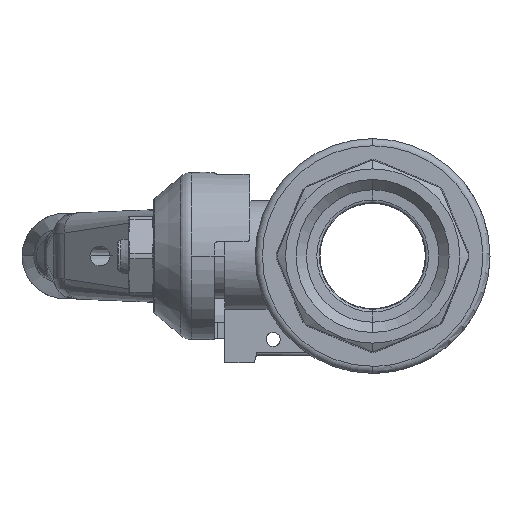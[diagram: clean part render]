
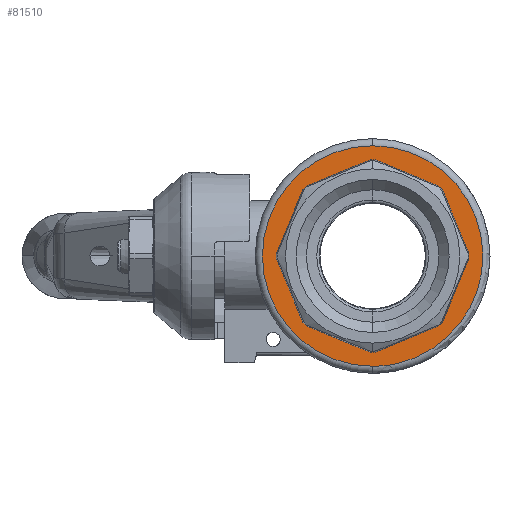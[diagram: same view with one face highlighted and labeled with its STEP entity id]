
A CAD part, left-side view. The second image highlights one B-rep face of the part: STEP entity #81510.
In plain terms, the highlighted face is planar.
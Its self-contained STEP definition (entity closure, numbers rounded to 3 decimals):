
#79650=CARTESIAN_POINT('',(17.,0.,
0.));
#79660=DIRECTION('',(1.,0.,0.));
#79670=DIRECTION('',(0.,-0.224,
0.975));
#79680=AXIS2_PLACEMENT_3D('',#79650,#79660,#79670);
#79690=CIRCLE('',#79680,15.5);
#79700=CARTESIAN_POINT('',(17.,-3.466,15.107));
#79710=VERTEX_POINT('',#79700);
#79720=CARTESIAN_POINT('',(17.,0.,-15.5));
#79730=VERTEX_POINT('',#79720);
#79740=EDGE_CURVE('',#79710,#79730,#79690,.T.);
#79930=CARTESIAN_POINT('',(17.,0.,15.5));
#79940=VERTEX_POINT('',#79930);
#79970=EDGE_CURVE('',#79940,#79710,#79690,.T.);
#80020=CARTESIAN_POINT('',(17.,15.,0.));
#80030=DIRECTION('',(-1.,0.,0.));
#80040=DIRECTION('',(0.,1.,0.));
#80050=AXIS2_PLACEMENT_3D('',#80020,#80030,#80040);
#80060=PLANE('',#80050);
#80070=EDGE_CURVE('',#79730,#79940,#79690,.T.);
#80080=ORIENTED_EDGE('',*,*,#80070,.T.);
#80090=ORIENTED_EDGE('',*,*,#79740,.T.);
#80100=ORIENTED_EDGE('',*,*,#79970,.T.);
#80110=EDGE_LOOP('',(#80100,#80090,#80080));
#80120=FACE_OUTER_BOUND('',#80110,.T.);
#80130=CARTESIAN_POINT('',(17.,-0.351,-13.526));
#80140=DIRECTION('',(0.,-0.924,0.383));
#80150=VECTOR('',#80140,1.);
#80160=LINE('',#80130,#80150);
#80170=CARTESIAN_POINT('',(17.,-0.351,-13.526));
#80180=VERTEX_POINT('',#80170);
#80190=CARTESIAN_POINT('',(17.,-9.317,-9.813));
#80200=VERTEX_POINT('',#80190);
#80210=EDGE_CURVE('',#80180,#80200,#80160,.T.);
#80220=ORIENTED_EDGE('',*,*,#80210,.T.);
#80230=CARTESIAN_POINT('',(17.,0.,
0.));
#80240=DIRECTION('',(-1.,0.,0.));
#80250=DIRECTION('',(0.,0.026,
-1.));
#80260=AXIS2_PLACEMENT_3D('',#80230,#80240,#80250);
#80270=CIRCLE('',#80260,13.531);
#80280=CARTESIAN_POINT('',(17.,0.351,
-13.526));
#80290=VERTEX_POINT('',#80280);
#80300=EDGE_CURVE('',#80290,#80180,#80270,.T.);
#80310=ORIENTED_EDGE('',*,*,#80300,.T.);
#80320=CARTESIAN_POINT('',(17.,9.317,-9.813));
#80330=DIRECTION('',(0.,-0.924,-0.383));
#80340=VECTOR('',#80330,1.);
#80350=LINE('',#80320,#80340);
#80360=CARTESIAN_POINT('',(17.,9.317,-9.813));
#80370=VERTEX_POINT('',#80360);
#80380=EDGE_CURVE('',#80370,#80290,#80350,.T.);
#80390=ORIENTED_EDGE('',*,*,#80380,.T.);
#80400=CARTESIAN_POINT('',(17.,0.,
0.));
#80410=DIRECTION('',(-1.,0.,0.));
#80420=DIRECTION('',(0.,0.725,
-0.689));
#80430=AXIS2_PLACEMENT_3D('',#80400,#80410,#80420);
#80440=CIRCLE('',#80430,13.531);
#80450=CARTESIAN_POINT('',(17.,9.813,-9.317));
#80460=VERTEX_POINT('',#80450);
#80470=EDGE_CURVE('',#80460,#80370,#80440,.T.);
#80480=ORIENTED_EDGE('',*,*,#80470,.T.);
#80490=CARTESIAN_POINT('',(17.,13.526,-0.351));
#80500=DIRECTION('',(0.,-0.383,
-0.924));
#80510=VECTOR('',#80500,1.);
#80520=LINE('',#80490,#80510);
#80530=CARTESIAN_POINT('',(17.,13.526,-0.351));
#80540=VERTEX_POINT('',#80530);
#80550=EDGE_CURVE('',#80540,#80460,#80520,.T.);
#80560=ORIENTED_EDGE('',*,*,#80550,.T.);
#80570=CARTESIAN_POINT('',(17.,0.,
0.));
#80580=DIRECTION('',(-1.,0.,0.));
#80590=DIRECTION('',(0.,1.,0.026));
#80600=AXIS2_PLACEMENT_3D('',#80570,#80580,#80590);
#80610=CIRCLE('',#80600,13.531);
#80620=CARTESIAN_POINT('',(17.,13.526,
0.351));
#80630=VERTEX_POINT('',#80620);
#80640=EDGE_CURVE('',#80630,#80540,#80610,.T.);
#80650=ORIENTED_EDGE('',*,*,#80640,.T.);
#80660=CARTESIAN_POINT('',(17.,9.813,9.317));
#80670=DIRECTION('',(0.,0.383,
-0.924));
#80680=VECTOR('',#80670,1.);
#80690=LINE('',#80660,#80680);
#80700=CARTESIAN_POINT('',(17.,9.813,9.317));
#80710=VERTEX_POINT('',#80700);
#80720=EDGE_CURVE('',#80710,#80630,#80690,.T.);
#80730=ORIENTED_EDGE('',*,*,#80720,.T.);
#80740=CARTESIAN_POINT('',(17.,0.,
0.));
#80750=DIRECTION('',(-1.,0.,0.));
#80760=DIRECTION('',(0.,0.689,
0.725));
#80770=AXIS2_PLACEMENT_3D('',#80740,#80750,#80760);
#80780=CIRCLE('',#80770,13.531);
#80790=CARTESIAN_POINT('',(17.,9.317,9.813));
#80800=VERTEX_POINT('',#80790);
#80810=EDGE_CURVE('',#80800,#80710,#80780,.T.);
#80820=ORIENTED_EDGE('',*,*,#80810,.T.);
#80830=CARTESIAN_POINT('',(17.,0.351,13.526));
#80840=DIRECTION('',(0.,0.924,-0.383));
#80850=VECTOR('',#80840,1.);
#80860=LINE('',#80830,#80850);
#80870=CARTESIAN_POINT('',(17.,0.351,13.526));
#80880=VERTEX_POINT('',#80870);
#80890=EDGE_CURVE('',#80880,#80800,#80860,.T.);
#80900=ORIENTED_EDGE('',*,*,#80890,.T.);
#80910=CARTESIAN_POINT('',(17.,0.,
0.));
#80920=DIRECTION('',(-1.,0.,0.));
#80930=DIRECTION('',(0.,-0.026,
1.));
#80940=AXIS2_PLACEMENT_3D('',#80910,#80920,#80930);
#80950=CIRCLE('',#80940,13.531);
#80960=CARTESIAN_POINT('',(17.,-0.351,13.526));
#80970=VERTEX_POINT('',#80960);
#80980=EDGE_CURVE('',#80970,#80880,#80950,.T.);
#80990=ORIENTED_EDGE('',*,*,#80980,.T.);
#81000=CARTESIAN_POINT('',(17.,-9.317,9.813));
#81010=DIRECTION('',(0.,0.924,0.383));
#81020=VECTOR('',#81010,1.);
#81030=LINE('',#81000,#81020);
#81040=CARTESIAN_POINT('',(17.,-9.317,9.813));
#81050=VERTEX_POINT('',#81040);
#81060=EDGE_CURVE('',#81050,#80970,#81030,.T.);
#81070=ORIENTED_EDGE('',*,*,#81060,.T.);
#81080=CARTESIAN_POINT('',(17.,0.,
0.));
#81090=DIRECTION('',(-1.,0.,0.));
#81100=DIRECTION('',(0.,-0.725,
0.689));
#81110=AXIS2_PLACEMENT_3D('',#81080,#81090,#81100);
#81120=CIRCLE('',#81110,13.531);
#81130=CARTESIAN_POINT('',(17.,-9.813,9.317));
#81140=VERTEX_POINT('',#81130);
#81150=EDGE_CURVE('',#81140,#81050,#81120,.T.);
#81160=ORIENTED_EDGE('',*,*,#81150,.T.);
#81170=CARTESIAN_POINT('',(17.,-13.526,0.351));
#81180=DIRECTION('',(0.,0.383,
0.924));
#81190=VECTOR('',#81180,1.);
#81200=LINE('',#81170,#81190);
#81210=CARTESIAN_POINT('',(17.,-13.526,0.351));
#81220=VERTEX_POINT('',#81210);
#81230=EDGE_CURVE('',#81220,#81140,#81200,.T.);
#81240=ORIENTED_EDGE('',*,*,#81230,.T.);
#81250=CARTESIAN_POINT('',(17.,0.,
0.));
#81260=DIRECTION('',(-1.,0.,0.));
#81270=DIRECTION('',(0.,-1.,-0.026));
#81280=AXIS2_PLACEMENT_3D('',#81250,#81260,#81270);
#81290=CIRCLE('',#81280,13.531);
#81300=CARTESIAN_POINT('',(17.,-13.526,-0.351));
#81310=VERTEX_POINT('',#81300);
#81320=EDGE_CURVE('',#81310,#81220,#81290,.T.);
#81330=ORIENTED_EDGE('',*,*,#81320,.T.);
#81340=CARTESIAN_POINT('',(17.,-9.813,-9.317));
#81350=DIRECTION('',(0.,-0.383,
0.924));
#81360=VECTOR('',#81350,1.);
#81370=LINE('',#81340,#81360);
#81380=CARTESIAN_POINT('',(17.,-9.813,
-9.317));
#81390=VERTEX_POINT('',#81380);
#81400=EDGE_CURVE('',#81390,#81310,#81370,.T.);
#81410=ORIENTED_EDGE('',*,*,#81400,.T.);
#81420=CARTESIAN_POINT('',(17.,0.,
0.));
#81430=DIRECTION('',(-1.,0.,0.));
#81440=DIRECTION('',(0.,-0.689,
-0.725));
#81450=AXIS2_PLACEMENT_3D('',#81420,#81430,#81440);
#81460=CIRCLE('',#81450,13.531);
#81470=EDGE_CURVE('',#80200,#81390,#81460,.T.);
#81480=ORIENTED_EDGE('',*,*,#81470,.T.);
#81490=EDGE_LOOP('',(#81480,#81410,#81330,#81240,#81160,#81070,#80990,
#80900,#80820,#80730,#80650,#80560,#80480,#80390,#80310,#80220));
#81500=FACE_BOUND('',#81490,.T.);
#81510=ADVANCED_FACE('',(#80120,#81500),#80060,.F.);
